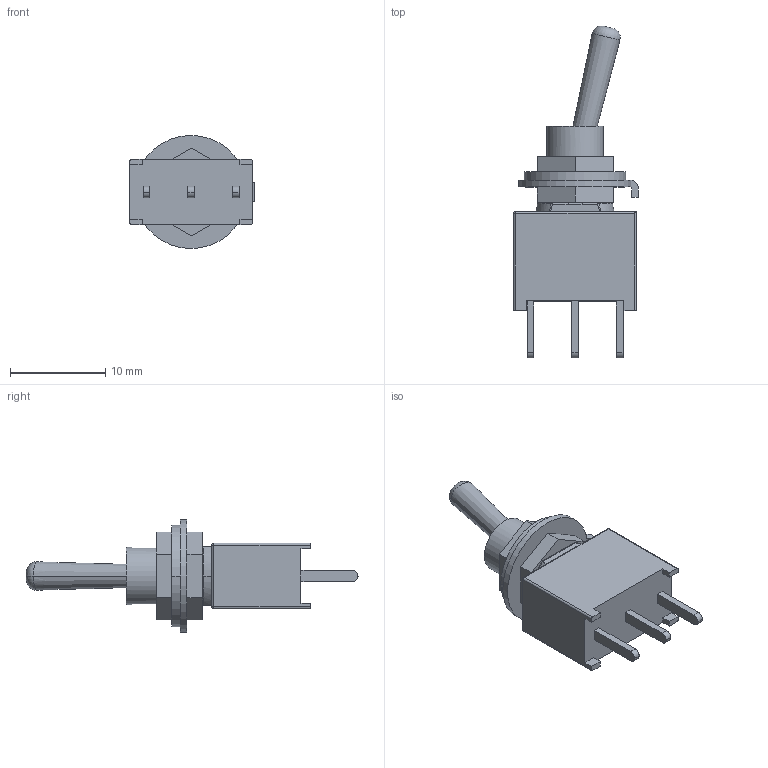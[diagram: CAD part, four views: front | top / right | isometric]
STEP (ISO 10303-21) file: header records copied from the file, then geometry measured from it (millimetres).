
FILE_DESCRIPTION (( 'STEP AP214' ), '1' );
FILE_NAME ('Òóìáëåð PST-121A_IP67.STEP', '2019-01-10T11:45:26', ( '' ), ( '' ), 'SwSTEP 2.0', 'SolidWorks 2018', '' );
FILE_SCHEMA (( 'AUTOMOTIVE_DESIGN' ));
Length unit declared in the file: millimetre
Products named in the file (1): ﾒ硴褞 PST-121A_IP67
Bounding box: 13.1 x 34.94 x 11.9 mm (x, y, z)
Volume: 1359.7 mm3; surface area: 1636.8 mm2
Topology: 6 solids, 6 shells, 159 faces, 409 edges, 259 vertices
Faces by surface type: plane 86, cylinder 47, sphere 8, cone 7, bspline 6, torus 5
Entity records: 5800 total; most frequent: CARTESIAN_POINT 1004, DIRECTION 812, ORIENTED_EDGE 796, EDGE_CURVE 398, AXIS2_PLACEMENT_3D 280, VERTEX_POINT 256, LINE 252, VECTOR 252
